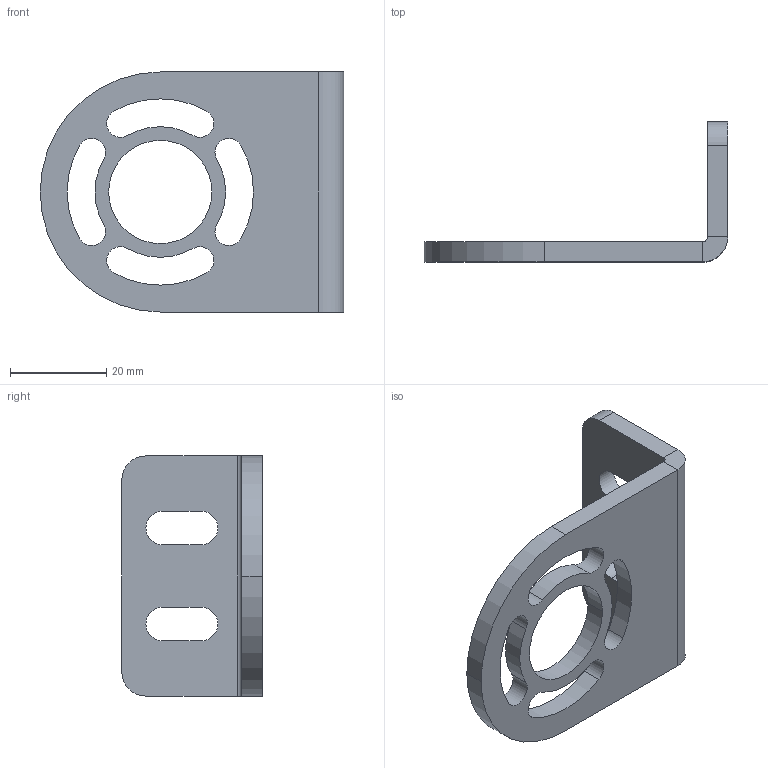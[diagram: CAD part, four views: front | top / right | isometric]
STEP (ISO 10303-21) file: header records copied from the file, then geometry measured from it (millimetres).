
FILE_DESCRIPTION((''),'2;1');
FILE_NAME('141066_SW','2008-07-16T',('banengservice'),('BANNER ENGINEERING'),'PRO/ENGINEER BY PARAMETRIC TECHNOLOGY CORPORATION, 2006170','PRO/ENGINEER BY PARAMETRIC TECHNOLOGY CORPORATION, 2006170','');
FILE_SCHEMA(('CONFIG_CONTROL_DESIGN'));
Length unit declared in the file: inch
Products named in the file (1): 141066_SW
Bounding box: 63.2 x 29.2 x 50 mm (x, y, z)
Volume: 12624.9 mm3; surface area: 8542.9 mm2
Topology: 1 solids, 1 shells, 43 faces, 115 edges, 74 vertices
Faces by surface type: cylinder 28, plane 15
Entity records: 1429 total; most frequent: DIRECTION 257, CARTESIAN_POINT 232, ORIENTED_EDGE 230, EDGE_CURVE 115, AXIS2_PLACEMENT_3D 99, VERTEX_POINT 74, VECTOR 59, LINE 59
